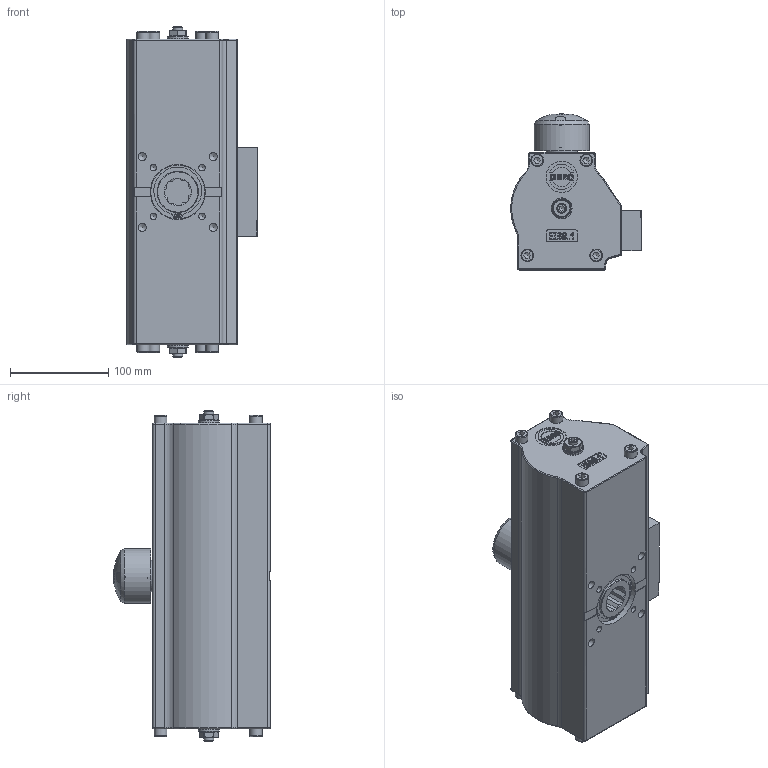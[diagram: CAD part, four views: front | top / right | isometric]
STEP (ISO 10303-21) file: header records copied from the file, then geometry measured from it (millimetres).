
FILE_DESCRIPTION(/* description */ ('','CAx-IF Rec.Pracs.---Representation and Presentation of Product Manufacturing Information (PMI)---3.8---2014-02-18'),/* implementation_level */ '2;1');
FILE_NAME(/* name */ 'EB 9.1 SYD F07F10.stp',/* time_stamp */ '2018-10-16T09:32:55+02:00',/* author */ ('hellwig'),/* organization */ (''),/* preprocessor_version */ 'ST-DEVELOPER v16.5',/* originating_system */ 'Autodesk Inventor 2017',/* authorisation */ '');
FILE_SCHEMA (('AP242_MANAGED_MODEL_BASED_3D_ENGINEERING_MIM_LF { 1 0 10303 442 1 1 4 }'));
Length unit declared in the file: millimetre
Products named in the file (1): M47050
Bounding box: 133 x 159 x 336.2 mm (x, y, z)
Volume: 1645870.8 mm3; surface area: 365922 mm2
Topology: 1 solids, 40 shells, 2092 faces, 5388 edges, 3403 vertices
Faces by surface type: plane 997, cylinder 399, bspline 349, cone 175, torus 104, sphere 68
Full cylindrical faces by diameter (mm): 2 x10, 2.5 x2, 3 x4, 4 x4, 4.134 x8, 4.2 x1, 4.917 x3, 5.5 x1, 6 x6, 6.6 x2, 6.647 x12, 8 x8, 8.376 x4, 9 x10, 10 x8, 11 x2, 11.3 x2, 11.445 x2, 12 x1, 13 x8, 16.5 x1, 18 x1, 19 x1, 20 x3, 20.1 x1, 20.12 x1, 21 x2, 24.2 x3, 27.5 x1, 28 x1
Entity records: 72058 total; most frequent: CARTESIAN_POINT 23119, ORIENTED_EDGE 9856, DIRECTION 8957, EDGE_CURVE 4928, VERTEX_POINT 3254, AXIS2_PLACEMENT_3D 3245, EDGE_LOOP 2510, LINE 2467
